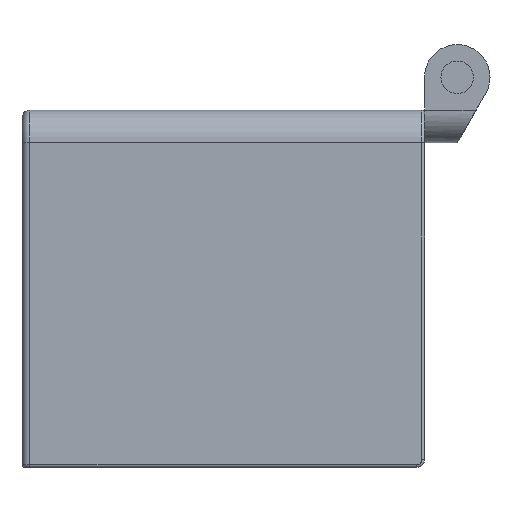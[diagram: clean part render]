
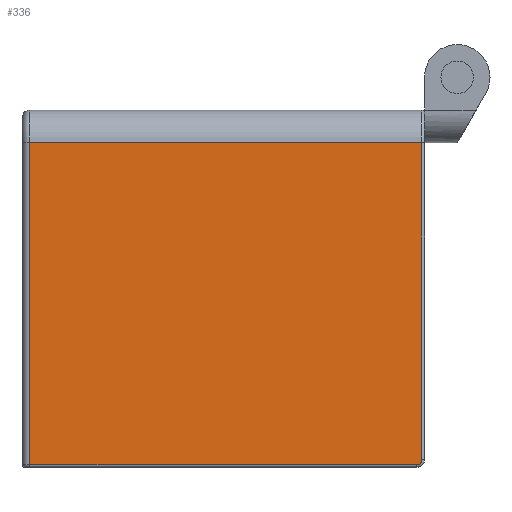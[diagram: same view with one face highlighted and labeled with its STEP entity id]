
A CAD part, left-side view. The second image highlights one B-rep face of the part: STEP entity #336.
In plain terms, the highlighted planar face has unit normal (-1, 0, 0).
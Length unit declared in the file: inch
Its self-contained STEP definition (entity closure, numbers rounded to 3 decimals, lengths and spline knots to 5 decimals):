
#260 = VERTEX_POINT ( 'NONE', #1840 ) ;
#273 = EDGE_CURVE ( 'NONE', #260, #2042, #2818, .T. ) ;
#336 = ADVANCED_FACE ( 'NONE', ( #419 ), #1893, .F. ) ;
#419 = FACE_OUTER_BOUND ( 'NONE', #2899, .T. ) ;
#423 = AXIS2_PLACEMENT_3D ( 'NONE', #2622, #2880, #654 ) ;
#446 = ORIENTED_EDGE ( 'NONE', *, *, #273, .T. ) ;
#559 = CARTESIAN_POINT ( 'NONE',  ( -1.4375, -0.75875, 0.03 ) ) ;
#579 = CARTESIAN_POINT ( 'NONE',  ( -1.4375, 0.73875, 1.615 ) ) ;
#654 = DIRECTION ( 'NONE',  ( 0., 0., -1. ) ) ;
#928 = ORIENTED_EDGE ( 'NONE', *, *, #1585, .T. ) ;
#982 = LINE ( 'NONE', #2702, #3029 ) ;
#1050 = CARTESIAN_POINT ( 'NONE',  ( -1.4375, -0.73875, 0.01 ) ) ;
#1147 = CARTESIAN_POINT ( 'NONE',  ( -1.4375, -0.75875, 1.615 ) ) ;
#1274 = VECTOR ( 'NONE', #1719, 39.37008 ) ;
#1293 = VECTOR ( 'NONE', #2238, 39.37008 ) ;
#1359 = CARTESIAN_POINT ( 'NONE',  ( -1.4375, 0.73875, 0.01 ) ) ;
#1469 = DIRECTION ( 'NONE',  ( 0., 1., 0. ) ) ;
#1476 = EDGE_CURVE ( 'NONE', #1601, #260, #982, .T. ) ;
#1540 = CARTESIAN_POINT ( 'NONE',  ( -1.4375, -0.73875, 0.03 ) ) ;
#1576 = AXIS2_PLACEMENT_3D ( 'NONE', #1540, #2557, #2769 ) ;
#1585 = EDGE_CURVE ( 'NONE', #2042, #2886, #1750, .T. ) ;
#1599 = DIRECTION ( 'NONE',  ( 0., 0., -1. ) ) ;
#1601 = VERTEX_POINT ( 'NONE', #1836 ) ;
#1620 = VERTEX_POINT ( 'NONE', #559 ) ;
#1719 = DIRECTION ( 'NONE',  ( 0., -1., 0. ) ) ;
#1750 = LINE ( 'NONE', #2717, #1274 ) ;
#1836 = CARTESIAN_POINT ( 'NONE',  ( -1.4375, -0.75875, 1.24 ) ) ;
#1840 = CARTESIAN_POINT ( 'NONE',  ( -1.4375, 0.73875, 1.24 ) ) ;
#1843 = VECTOR ( 'NONE', #1599, 39.37008 ) ;
#1893 = PLANE ( 'NONE',  #423 ) ;
#1910 = ORIENTED_EDGE ( 'NONE', *, *, #2467, .T. ) ;
#1943 = ORIENTED_EDGE ( 'NONE', *, *, #1476, .T. ) ;
#2042 = VERTEX_POINT ( 'NONE', #1359 ) ;
#2238 = DIRECTION ( 'NONE',  ( 0., 0., 1. ) ) ;
#2466 = LINE ( 'NONE', #1147, #1293 ) ;
#2467 = EDGE_CURVE ( 'NONE', #2886, #1620, #2960, .T. ) ;
#2557 = DIRECTION ( 'NONE',  ( -1., 0., 0. ) ) ;
#2606 = EDGE_CURVE ( 'NONE', #1620, #1601, #2466, .T. ) ;
#2622 = CARTESIAN_POINT ( 'NONE',  ( -1.4375, 0.76875, 1.615 ) ) ;
#2702 = CARTESIAN_POINT ( 'NONE',  ( -1.4375, 0.76875, 1.24 ) ) ;
#2717 = CARTESIAN_POINT ( 'NONE',  ( -1.4375, -0.73875, 0.01 ) ) ;
#2769 = DIRECTION ( 'NONE',  ( 0., 0., -1. ) ) ;
#2818 = LINE ( 'NONE', #579, #1843 ) ;
#2880 = DIRECTION ( 'NONE',  ( 1., 0., 0. ) ) ;
#2886 = VERTEX_POINT ( 'NONE', #1050 ) ;
#2899 = EDGE_LOOP ( 'NONE', ( #1910, #3208, #1943, #446, #928 ) ) ;
#2960 = CIRCLE ( 'NONE', #1576, 0.02 ) ;
#3029 = VECTOR ( 'NONE', #1469, 39.37008 ) ;
#3208 = ORIENTED_EDGE ( 'NONE', *, *, #2606, .T. ) ;
